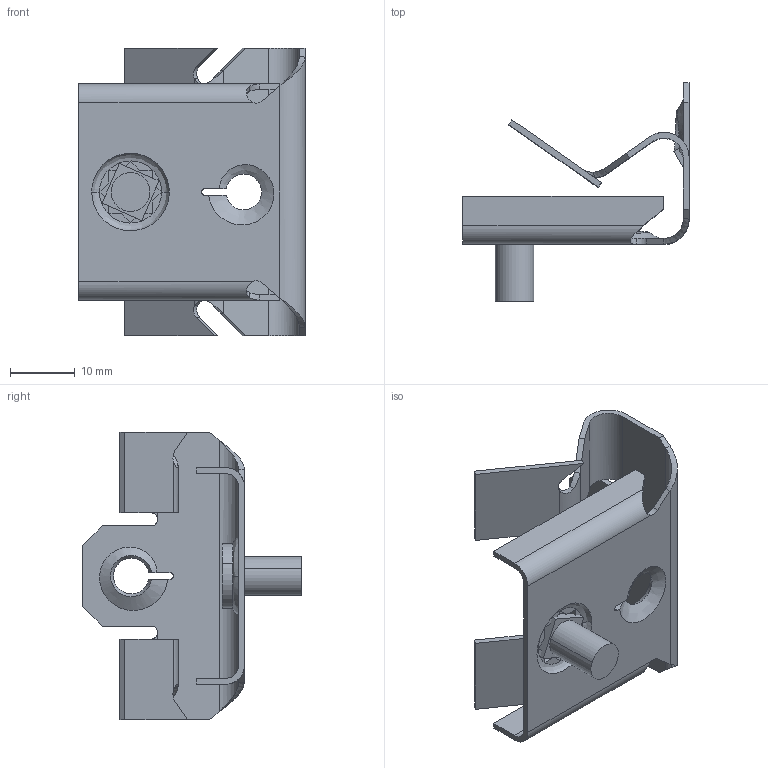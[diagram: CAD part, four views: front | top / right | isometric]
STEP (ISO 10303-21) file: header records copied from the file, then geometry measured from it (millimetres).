
FILE_DESCRIPTION (( 'STEP AP214' ), '1' );
FILE_NAME ('1483631.stp', '2018-11-26T07:56:48', ( '' ), ( '' ), 'SwSTEP 2.0', 'SolidWorks 2016', '' );
FILE_SCHEMA (( 'AUTOMOTIVE_DESIGN' ));
Length unit declared in the file: millimetre
Products named in the file (4): OB26003384; M6 Stud_M6x9; 8205100007; 1483631
Assembly tree (3 placements, depth 3):
  1483631
    OB26003384
      8205100007
      M6 Stud_M6x9
Bounding box: 35.01 x 33.8 x 44.5 mm (x, y, z)
Volume: 2997.3 mm3; surface area: 6546.5 mm2
Topology: 2 solids, 2 shells, 121 faces, 324 edges, 211 vertices
Faces by surface type: plane 74, cylinder 27, bspline 20
Entity records: 7462 total; most frequent: CARTESIAN_POINT 3173, ORIENTED_EDGE 648, DIRECTION 485, EDGE_CURVE 324, VECTOR 215, LINE 215, VERTEX_POINT 211, AXIS2_PLACEMENT_3D 135
